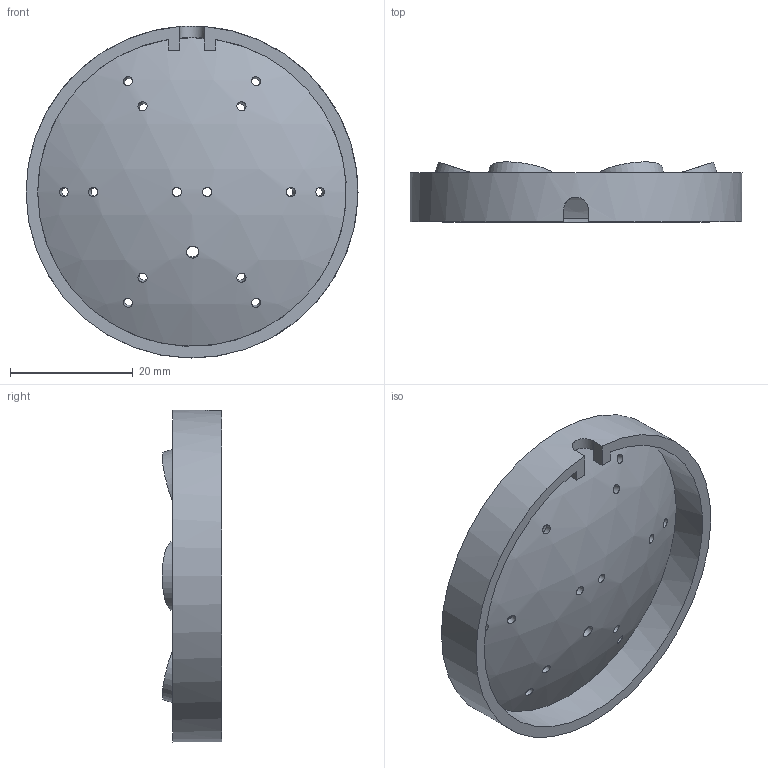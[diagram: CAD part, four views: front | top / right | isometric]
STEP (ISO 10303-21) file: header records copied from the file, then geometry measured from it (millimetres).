
FILE_DESCRIPTION(/* description */ (''),/* implementation_level */ '2;1');
FILE_NAME(/* name */ 'Levitator_Cover.step',/* time_stamp */ '2020-09-19T18:18:44+02:00',/* author */ (''),/* organization */ (''),/* preprocessor_version */ 'ST-DEVELOPER v18.1',/* originating_system */ 'Autodesk Translation Framework v9.3.0.1241',/* authorisation */ '');
FILE_SCHEMA (('AUTOMOTIVE_DESIGN { 1 0 10303 214 3 1 1 }'));
Length unit declared in the file: millimetre
Products named in the file (1): (Unsaved)
Bounding box: 54.18 x 9.75 x 54.18 mm (x, y, z)
Volume: 6403.1 mm3; surface area: 8587.7 mm2
Topology: 1 solids, 1 shells, 60 faces, 141 edges, 99 vertices
Faces by surface type: cylinder 33, plane 25, sphere 2
Full cylindrical faces by diameter (mm): 1.5 x14, 2 x1, 3.8 x1, 10.3 x7, 11.3 x7, 50.384 x1, 54.184 x1
Entity records: 2361 total; most frequent: CARTESIAN_POINT 879, ORIENTED_EDGE 282, DIRECTION 282, EDGE_CURVE 141, AXIS2_PLACEMENT_3D 114, EDGE_LOOP 106, VERTEX_POINT 99, FACE_OUTER_BOUND 60
